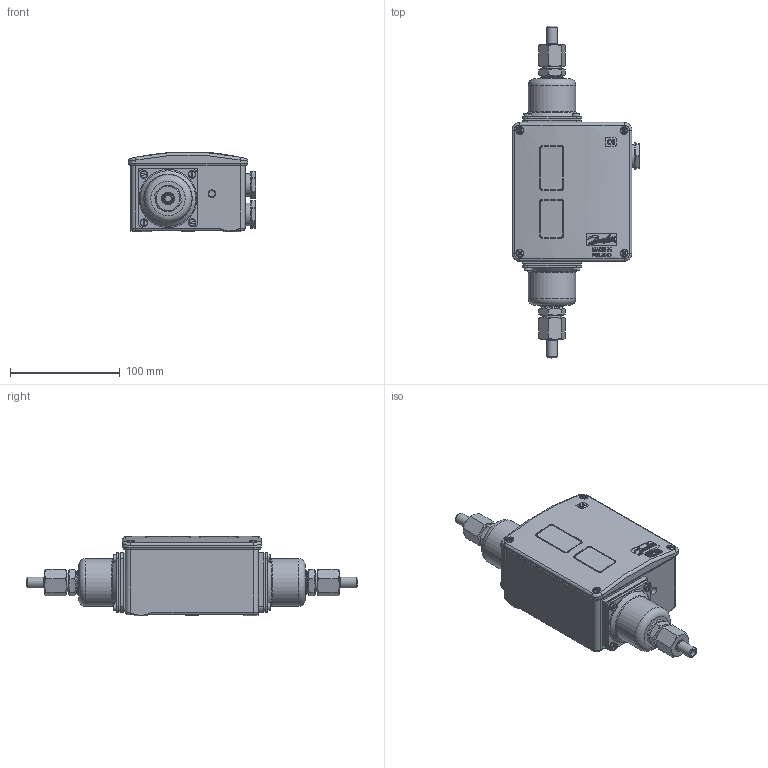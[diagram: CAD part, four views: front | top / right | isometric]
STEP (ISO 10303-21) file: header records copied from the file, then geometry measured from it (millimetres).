
FILE_DESCRIPTION((''),'2;1');
FILE_NAME('WEB017D9217.step','2014-12-16T14:10:43',(''),(''),'Autodesk Inventor 2012','Autodesk Inventor 2012','');
FILE_SCHEMA(('AUTOMOTIVE_DESIGN { 1 2 10303 214 0 1 1 1 }'));
Length unit declared in the file: millimetre
Products named in the file (1): WEB017D9217
Bounding box: 116.42 x 302.7 x 72.63 mm (x, y, z)
Volume: 1005741.2 mm3; surface area: 143278.6 mm2
Topology: 1 solids, 46 shells, 2795 faces, 7495 edges, 5023 vertices
Faces by surface type: plane 2046, cylinder 380, cone 150, torus 117, bspline 66, sphere 36
Full cylindrical faces by diameter (mm): 2 x2, 2.5 x2, 2.55 x2, 3.1 x1, 3.128 x4, 3.2 x1, 3.3 x4, 3.5 x11, 3.6 x3, 3.8 x3, 3.86 x4, 4 x20, 4.2 x8, 4.35 x12, 4.459 x2, 4.5 x6, 4.6 x8, 5 x5, 5.5 x3, 6 x6, 6.5 x2, 6.8 x2, 6.9 x4, 7 x12, 7.2 x4, 7.8 x1, 8 x1, 10 x2, 11 x2, 11.5 x2
Entity records: 93898 total; most frequent: CARTESIAN_POINT 20591, DIRECTION 15913, ORIENTED_EDGE 13867, EDGE_CURVE 6935, AXIS2_PLACEMENT_3D 6662, VERTEX_POINT 4729, EDGE_LOOP 3379, FACE_OUTER_BOUND 2795
